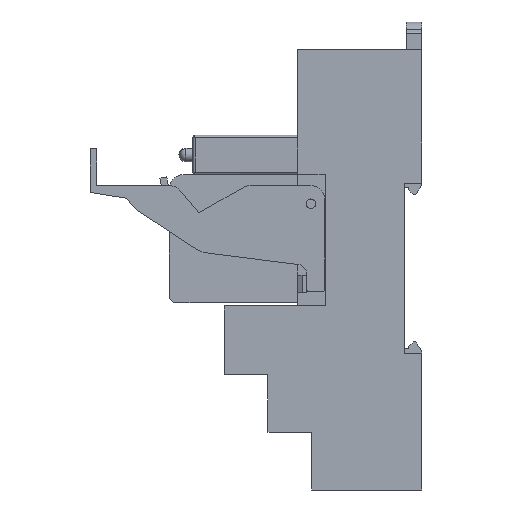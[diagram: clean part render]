
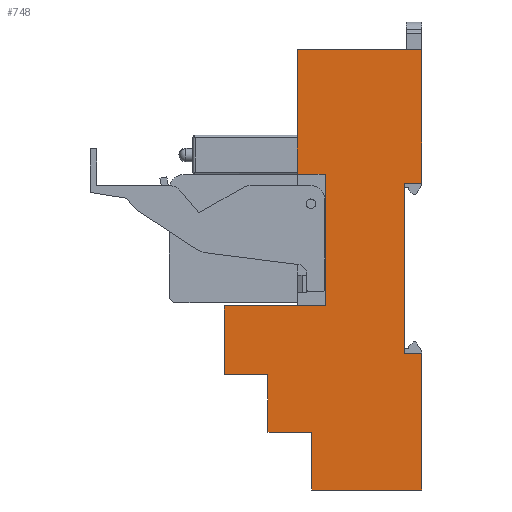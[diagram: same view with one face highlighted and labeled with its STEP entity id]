
A CAD part, left-side view. The second image highlights one B-rep face of the part: STEP entity #748.
In plain terms, the highlighted planar face has unit normal (-1, 0, 0).
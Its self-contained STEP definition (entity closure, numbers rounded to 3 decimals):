
#632=AXIS2_PLACEMENT_3D('Plane Axis2P3D',#629,#630,#631) ;
#381=CARTESIAN_POINT('Vertex',(0.,3.8,66.55)) ;
#384=CARTESIAN_POINT('Line Origine',(0.,3.8,48.1)) ;
#388=CARTESIAN_POINT('Vertex',(0.,3.8,29.65)) ;
#614=CARTESIAN_POINT('Vertex',(0.,0.,66.55)) ;
#617=CARTESIAN_POINT('Line Origine',(0.,1.9,66.55)) ;
#629=CARTESIAN_POINT('Axis2P3D Location',(0.,0.,0.)) ;
#634=CARTESIAN_POINT('Line Origine',(0.,31.95,39.915)) ;
#638=CARTESIAN_POINT('Vertex',(0.,42.9,39.915)) ;
#640=CARTESIAN_POINT('Vertex',(0.,21.,39.915)) ;
#643=CARTESIAN_POINT('Line Origine',(0.,42.9,32.457)) ;
#647=CARTESIAN_POINT('Vertex',(0.,42.9,25.)) ;
#650=CARTESIAN_POINT('Line Origine',(0.,38.15,25.)) ;
#654=CARTESIAN_POINT('Vertex',(0.,33.4,25.)) ;
#657=CARTESIAN_POINT('Line Origine',(0.,33.4,18.75)) ;
#661=CARTESIAN_POINT('Vertex',(0.,33.4,12.5)) ;
#664=CARTESIAN_POINT('Line Origine',(0.,28.65,12.5)) ;
#668=CARTESIAN_POINT('Vertex',(0.,23.9,12.5)) ;
#671=CARTESIAN_POINT('Line Origine',(0.,23.9,6.25)) ;
#675=CARTESIAN_POINT('Vertex',(0.,23.9,0.)) ;
#678=CARTESIAN_POINT('Line Origine',(0.,11.95,0.)) ;
#682=CARTESIAN_POINT('Vertex',(0.,0.,0.)) ;
#685=CARTESIAN_POINT('Line Origine',(0.,0.,14.825)) ;
#689=CARTESIAN_POINT('Vertex',(0.,0.,29.65)) ;
#692=CARTESIAN_POINT('Line Origine',(0.,1.9,29.65)) ;
#697=CARTESIAN_POINT('Line Origine',(0.,0.,81.025)) ;
#701=CARTESIAN_POINT('Vertex',(0.,0.,95.5)) ;
#704=CARTESIAN_POINT('Line Origine',(0.,13.5,95.5)) ;
#708=CARTESIAN_POINT('Vertex',(0.,27.,95.5)) ;
#711=CARTESIAN_POINT('Line Origine',(0.,27.,82.008)) ;
#715=CARTESIAN_POINT('Vertex',(0.,27.,68.515)) ;
#718=CARTESIAN_POINT('Line Origine',(0.,24.,68.515)) ;
#722=CARTESIAN_POINT('Vertex',(0.,21.,68.515)) ;
#725=CARTESIAN_POINT('Line Origine',(0.,21.,54.215)) ;
#385=DIRECTION('Vector Direction',(0.,0.,-1.)) ;
#618=DIRECTION('Vector Direction',(0.,1.,0.)) ;
#630=DIRECTION('Axis2P3D Direction',(-1.,0.,0.)) ;
#631=DIRECTION('Axis2P3D XDirection',(0.,0.,1.)) ;
#635=DIRECTION('Vector Direction',(0.,-1.,0.)) ;
#644=DIRECTION('Vector Direction',(0.,0.,1.)) ;
#651=DIRECTION('Vector Direction',(0.,1.,0.)) ;
#658=DIRECTION('Vector Direction',(0.,0.,1.)) ;
#665=DIRECTION('Vector Direction',(0.,1.,0.)) ;
#672=DIRECTION('Vector Direction',(0.,0.,1.)) ;
#679=DIRECTION('Vector Direction',(0.,1.,0.)) ;
#686=DIRECTION('Vector Direction',(0.,0.,-1.)) ;
#693=DIRECTION('Vector Direction',(0.,-1.,0.)) ;
#698=DIRECTION('Vector Direction',(0.,0.,-1.)) ;
#705=DIRECTION('Vector Direction',(0.,-1.,0.)) ;
#712=DIRECTION('Vector Direction',(0.,0.,1.)) ;
#719=DIRECTION('Vector Direction',(0.,-1.,0.)) ;
#726=DIRECTION('Vector Direction',(0.,0.,-1.)) ;
#386=VECTOR('Line Direction',#385,1.) ;
#619=VECTOR('Line Direction',#618,1.) ;
#636=VECTOR('Line Direction',#635,1.) ;
#645=VECTOR('Line Direction',#644,1.) ;
#652=VECTOR('Line Direction',#651,1.) ;
#659=VECTOR('Line Direction',#658,1.) ;
#666=VECTOR('Line Direction',#665,1.) ;
#673=VECTOR('Line Direction',#672,1.) ;
#680=VECTOR('Line Direction',#679,1.) ;
#687=VECTOR('Line Direction',#686,1.) ;
#694=VECTOR('Line Direction',#693,1.) ;
#699=VECTOR('Line Direction',#698,1.) ;
#706=VECTOR('Line Direction',#705,1.) ;
#713=VECTOR('Line Direction',#712,1.) ;
#720=VECTOR('Line Direction',#719,1.) ;
#727=VECTOR('Line Direction',#726,1.) ;
#731=ORIENTED_EDGE('',*,*,#642,.F.) ;
#732=ORIENTED_EDGE('',*,*,#649,.T.) ;
#733=ORIENTED_EDGE('',*,*,#656,.T.) ;
#734=ORIENTED_EDGE('',*,*,#663,.T.) ;
#735=ORIENTED_EDGE('',*,*,#670,.T.) ;
#736=ORIENTED_EDGE('',*,*,#677,.T.) ;
#737=ORIENTED_EDGE('',*,*,#684,.T.) ;
#738=ORIENTED_EDGE('',*,*,#691,.T.) ;
#739=ORIENTED_EDGE('',*,*,#696,.T.) ;
#740=ORIENTED_EDGE('',*,*,#390,.T.) ;
#741=ORIENTED_EDGE('',*,*,#621,.T.) ;
#742=ORIENTED_EDGE('',*,*,#703,.T.) ;
#743=ORIENTED_EDGE('',*,*,#710,.T.) ;
#744=ORIENTED_EDGE('',*,*,#717,.T.) ;
#745=ORIENTED_EDGE('',*,*,#724,.T.) ;
#746=ORIENTED_EDGE('',*,*,#729,.F.) ;
#748=ADVANCED_FACE('SCM 4 CO Z 8783920000',(#747),#633,.T.) ;
#390=EDGE_CURVE('',#389,#382,#387,.F.) ;
#621=EDGE_CURVE('',#382,#615,#620,.F.) ;
#642=EDGE_CURVE('',#639,#641,#637,.T.) ;
#649=EDGE_CURVE('',#639,#648,#646,.F.) ;
#656=EDGE_CURVE('',#648,#655,#653,.F.) ;
#663=EDGE_CURVE('',#655,#662,#660,.F.) ;
#670=EDGE_CURVE('',#662,#669,#667,.F.) ;
#677=EDGE_CURVE('',#669,#676,#674,.F.) ;
#684=EDGE_CURVE('',#676,#683,#681,.F.) ;
#691=EDGE_CURVE('',#683,#690,#688,.F.) ;
#696=EDGE_CURVE('',#690,#389,#695,.F.) ;
#703=EDGE_CURVE('',#615,#702,#700,.F.) ;
#710=EDGE_CURVE('',#702,#709,#707,.F.) ;
#717=EDGE_CURVE('',#709,#716,#714,.F.) ;
#724=EDGE_CURVE('',#716,#723,#721,.T.) ;
#729=EDGE_CURVE('',#641,#723,#728,.F.) ;
#730=EDGE_LOOP('',(#731,#732,#733,#734,#735,#736,#737,#738,#739,#740,#741,#742,#743,#744,#745,#746)) ;
#747=FACE_OUTER_BOUND('',#730,.T.) ;
#387=LINE('Line',#384,#386) ;
#620=LINE('Line',#617,#619) ;
#637=LINE('Line',#634,#636) ;
#646=LINE('Line',#643,#645) ;
#653=LINE('Line',#650,#652) ;
#660=LINE('Line',#657,#659) ;
#667=LINE('Line',#664,#666) ;
#674=LINE('Line',#671,#673) ;
#681=LINE('Line',#678,#680) ;
#688=LINE('Line',#685,#687) ;
#695=LINE('Line',#692,#694) ;
#700=LINE('Line',#697,#699) ;
#707=LINE('Line',#704,#706) ;
#714=LINE('Line',#711,#713) ;
#721=LINE('Line',#718,#720) ;
#728=LINE('Line',#725,#727) ;
#633=PLANE('',#632) ;
#382=VERTEX_POINT('',#381) ;
#389=VERTEX_POINT('',#388) ;
#615=VERTEX_POINT('',#614) ;
#639=VERTEX_POINT('',#638) ;
#641=VERTEX_POINT('',#640) ;
#648=VERTEX_POINT('',#647) ;
#655=VERTEX_POINT('',#654) ;
#662=VERTEX_POINT('',#661) ;
#669=VERTEX_POINT('',#668) ;
#676=VERTEX_POINT('',#675) ;
#683=VERTEX_POINT('',#682) ;
#690=VERTEX_POINT('',#689) ;
#702=VERTEX_POINT('',#701) ;
#709=VERTEX_POINT('',#708) ;
#716=VERTEX_POINT('',#715) ;
#723=VERTEX_POINT('',#722) ;
